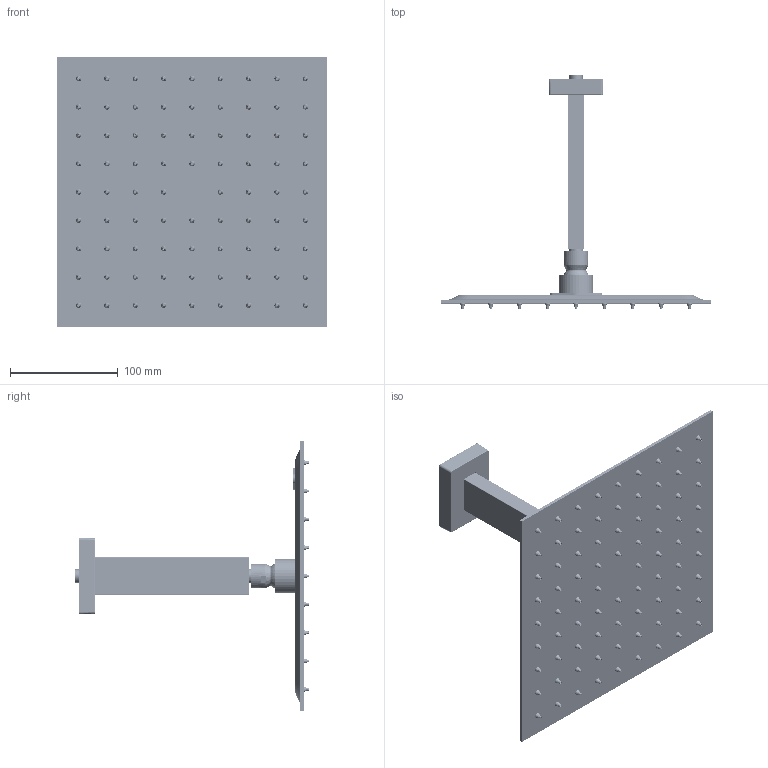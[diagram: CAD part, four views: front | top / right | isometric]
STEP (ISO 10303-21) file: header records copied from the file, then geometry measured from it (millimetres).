
FILE_DESCRIPTION (( 'STEP AP203' ), '1' );
FILE_NAME ('99HP09296.STEP', '2023-11-30T08:06:39', ( '' ), ( '' ), 'SwSTEP 2.0', 'SolidWorks 2021', '' );
FILE_SCHEMA (( 'CONFIG_CONTROL_DESIGN' ));
Products named in the file (1): 99HP09296
Bounding box: 250 x 216.76 x 250 mm (x, y, z)
Volume: 515640.9 mm3; surface area: 203924.8 mm2
Topology: 87 solids, 87 shells, 3268 faces, 6635 edges, 3803 vertices
Faces by surface type: bspline 1618, cylinder 921, plane 510, cone 186, torus 31, sphere 2
Entity records: 112966 total; most frequent: CARTESIAN_POINT 52131, ORIENTED_EDGE 13252, DIRECTION 12205, EDGE_CURVE 6626, AXIS2_PLACEMENT_3D 5462, CIRCLE 3811, VERTEX_POINT 3800, EDGE_LOOP 3706
